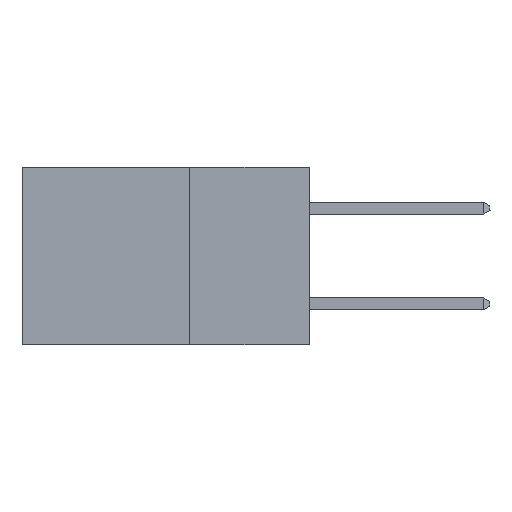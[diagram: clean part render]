
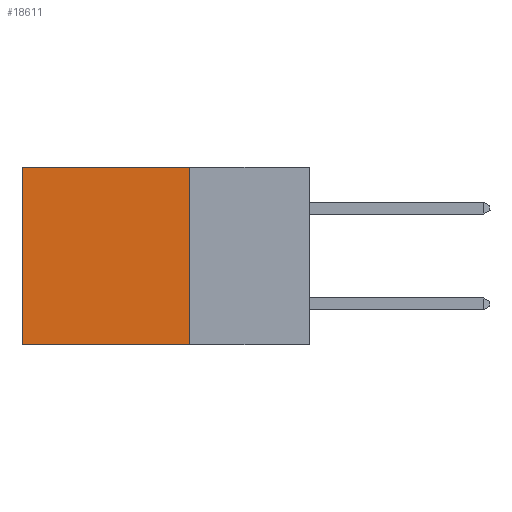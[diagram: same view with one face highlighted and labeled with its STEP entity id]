
A CAD part, left-side view. The second image highlights one B-rep face of the part: STEP entity #18611.
In plain terms, the highlighted planar face has unit normal (-1, 0, 0).
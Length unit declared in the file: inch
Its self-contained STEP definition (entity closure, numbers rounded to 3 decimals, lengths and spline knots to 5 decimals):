
#63 = AXIS2_PLACEMENT_3D ( 'NONE', #5666, #16731, #361 ) ;
#361 = DIRECTION ( 'NONE',  ( 0., 0., -1. ) ) ;
#410 = VECTOR ( 'NONE', #9439, 39.37008 ) ;
#895 = ORIENTED_EDGE ( 'NONE', *, *, #19303, .T. ) ;
#1020 = LINE ( 'NONE', #4925, #6317 ) ;
#1321 = ORIENTED_EDGE ( 'NONE', *, *, #18810, .F. ) ;
#1387 = VERTEX_POINT ( 'NONE', #4730 ) ;
#2173 = VERTEX_POINT ( 'NONE', #9790 ) ;
#2348 = CARTESIAN_POINT ( 'NONE',  ( 0.2875, 0.25, -0.37 ) ) ;
#3174 = VECTOR ( 'NONE', #14010, 39.37008 ) ;
#4730 = CARTESIAN_POINT ( 'NONE',  ( 0.2875, 0.25, 0. ) ) ;
#4794 = CARTESIAN_POINT ( 'NONE',  ( 0.2875, 0.6, 0. ) ) ;
#4925 = CARTESIAN_POINT ( 'NONE',  ( 0.2875, 0.6, 0. ) ) ;
#5666 = CARTESIAN_POINT ( 'NONE',  ( 0.2875, 0.25, 0. ) ) ;
#5914 = EDGE_CURVE ( 'NONE', #1387, #23643, #14379, .T. ) ;
#6317 = VECTOR ( 'NONE', #12387, 39.37008 ) ;
#6484 = DIRECTION ( 'NONE',  ( 0., 1., 0. ) ) ;
#6555 = EDGE_LOOP ( 'NONE', ( #895, #1321, #14578, #10006 ) ) ;
#6839 = CARTESIAN_POINT ( 'NONE',  ( 0.2875, 0.25, 0. ) ) ;
#8750 = VERTEX_POINT ( 'NONE', #12961 ) ;
#8986 = LINE ( 'NONE', #19046, #410 ) ;
#9439 = DIRECTION ( 'NONE',  ( 0., 0., -1. ) ) ;
#9790 = CARTESIAN_POINT ( 'NONE',  ( 0.2875, 0.6, -0.37 ) ) ;
#10006 = ORIENTED_EDGE ( 'NONE', *, *, #5914, .T. ) ;
#12387 = DIRECTION ( 'NONE',  ( 0., 0., -1. ) ) ;
#12961 = CARTESIAN_POINT ( 'NONE',  ( 0.2875, 0.25, -0.37 ) ) ;
#14010 = DIRECTION ( 'NONE',  ( 0., 1., 0. ) ) ;
#14084 = EDGE_CURVE ( 'NONE', #1387, #8750, #8986, .T. ) ;
#14379 = LINE ( 'NONE', #6839, #3174 ) ;
#14578 = ORIENTED_EDGE ( 'NONE', *, *, #14084, .F. ) ;
#16379 = VECTOR ( 'NONE', #6484, 39.37008 ) ;
#16731 = DIRECTION ( 'NONE',  ( 1., 0., 0. ) ) ;
#18449 = LINE ( 'NONE', #2348, #16379 ) ;
#18611 = ADVANCED_FACE ( 'NONE', ( #23157 ), #20661, .F. ) ;
#18810 = EDGE_CURVE ( 'NONE', #8750, #2173, #18449, .T. ) ;
#19046 = CARTESIAN_POINT ( 'NONE',  ( 0.2875, 0.25, 0. ) ) ;
#19303 = EDGE_CURVE ( 'NONE', #23643, #2173, #1020, .T. ) ;
#20661 = PLANE ( 'NONE',  #63 ) ;
#23157 = FACE_OUTER_BOUND ( 'NONE', #6555, .T. ) ;
#23643 = VERTEX_POINT ( 'NONE', #4794 ) ;
